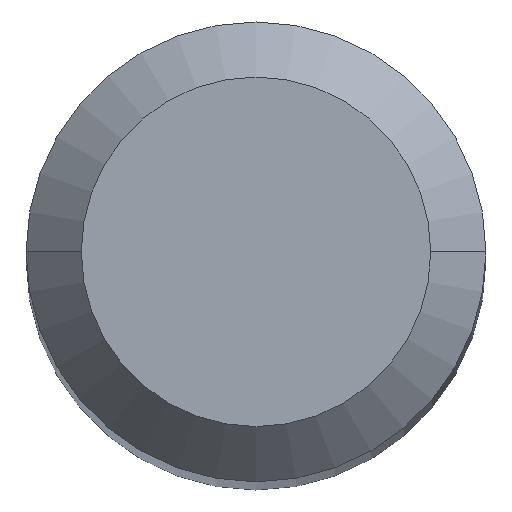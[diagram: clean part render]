
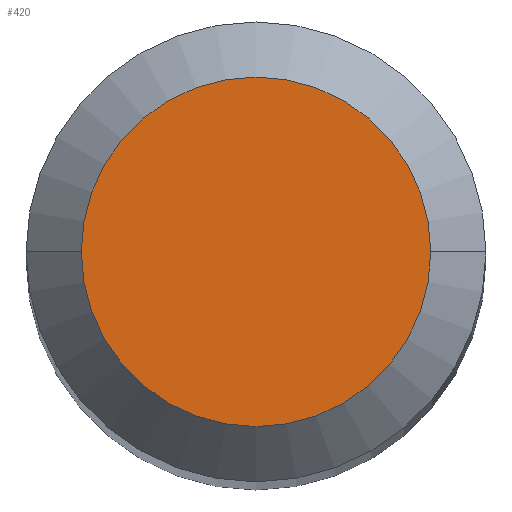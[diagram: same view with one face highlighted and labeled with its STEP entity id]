
A CAD part, top view. The second image highlights one B-rep face of the part: STEP entity #420.
In plain terms, the highlighted planar face has unit normal (0, 0, 1).
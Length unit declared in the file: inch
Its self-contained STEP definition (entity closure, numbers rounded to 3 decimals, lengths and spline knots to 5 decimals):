
#4 = CARTESIAN_POINT ( 'NONE',  ( 0., 0.0475, 0. ) ) ;
#16 = FACE_OUTER_BOUND ( 'NONE', #345, .T. ) ;
#29 = AXIS2_PLACEMENT_3D ( 'NONE', #141, #298, #459 ) ;
#47 = AXIS2_PLACEMENT_3D ( 'NONE', #89, #244, #405 ) ;
#85 = EDGE_CURVE ( 'NONE', #508, #470, #478, .T. ) ;
#88 = PLANE ( 'NONE',  #198 ) ;
#89 = CARTESIAN_POINT ( 'NONE',  ( 0., 0., 0. ) ) ;
#120 = CARTESIAN_POINT ( 'NONE',  ( -0.0475, 0., 0. ) ) ;
#125 = DIRECTION ( 'NONE',  ( 0., 0., -1. ) ) ;
#141 = CARTESIAN_POINT ( 'NONE',  ( 0., 0., 0. ) ) ;
#163 = ORIENTED_EDGE ( 'NONE', *, *, #85, .T. ) ;
#191 = ORIENTED_EDGE ( 'NONE', *, *, #203, .T. ) ;
#198 = AXIS2_PLACEMENT_3D ( 'NONE', #4, #125, #243 ) ;
#203 = EDGE_CURVE ( 'NONE', #470, #508, #221, .T. ) ;
#221 = CIRCLE ( 'NONE', #29, 0.0475 ) ;
#243 = DIRECTION ( 'NONE',  ( -1., 0., 0. ) ) ;
#244 = DIRECTION ( 'NONE',  ( 0., 0., 1. ) ) ;
#288 = CARTESIAN_POINT ( 'NONE',  ( 0.0475, 0., 0. ) ) ;
#298 = DIRECTION ( 'NONE',  ( 0., 0., 1. ) ) ;
#345 = EDGE_LOOP ( 'NONE', ( #191, #163 ) ) ;
#405 = DIRECTION ( 'NONE',  ( 1., 0., 0. ) ) ;
#420 = ADVANCED_FACE ( 'NONE', ( #16 ), #88, .F. ) ;
#459 = DIRECTION ( 'NONE',  ( 1., 0., 0. ) ) ;
#470 = VERTEX_POINT ( 'NONE', #120 ) ;
#478 = CIRCLE ( 'NONE', #47, 0.0475 ) ;
#508 = VERTEX_POINT ( 'NONE', #288 ) ;
